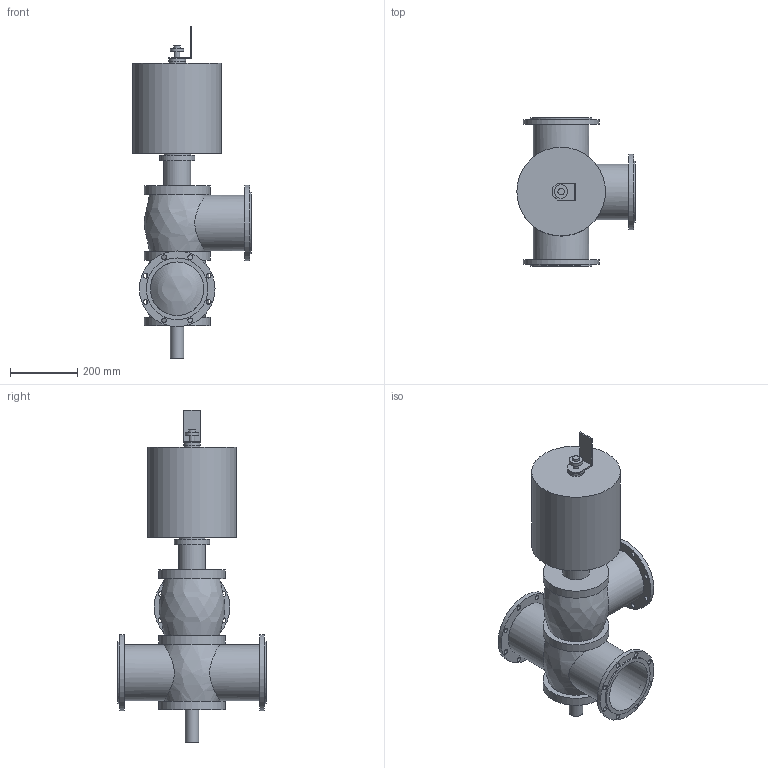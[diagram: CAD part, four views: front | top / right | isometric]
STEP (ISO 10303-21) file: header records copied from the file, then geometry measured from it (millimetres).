
FILE_DESCRIPTION(/* description */ (''),/* implementation_level */ '2;1');
FILE_NAME(/* name */ 'DUC2B_60.stp',/* time_stamp */ '2021-08-23T09:54:20+09:00',/* author */ ('m'),/* organization */ (''),/* preprocessor_version */ 'ST-DEVELOPER v18.1',/* originating_system */ 'Autodesk Inventor 2021',/* authorisation */ '');
FILE_SCHEMA (('AUTOMOTIVE_DESIGN { 1 0 10303 214 3 1 1 }'));
Length unit declared in the file: millimetre
Products named in the file (3): DUC2B_60; DUC2B25MJ000-1P(GR)-T-TXT--304-E9D-60; SQLS [SW=0]
Assembly tree (2 placements, depth 2):
  DUC2B_60
    DUC2B25MJ000-1P(GR)-T-TXT--304-E9D-60
    SQLS [SW=0]
Bounding box: 351.75 x 440 x 986.5 mm (x, y, z)
Volume: 28244970.2 mm3; surface area: 1330567.6 mm2
Topology: 2 solids, 2 shells, 92 faces, 192 edges, 128 vertices
Faces by surface type: cylinder 50, plane 37, bspline 5
Full cylindrical faces by diameter (mm): 14 x24, 16 x1, 19.5 x1, 34 x1, 40 x2, 50 x2, 80 x2, 105 x1, 159.2 x3, 165.2 x3, 183.3 x3, 196.5 x3, 225 x3, 263.5 x1
Entity records: 3056 total; most frequent: CARTESIAN_POINT 815, DIRECTION 463, ORIENTED_EDGE 384, AXIS2_PLACEMENT_3D 193, EDGE_CURVE 192, EDGE_LOOP 164, VERTEX_POINT 128, CIRCLE 101
